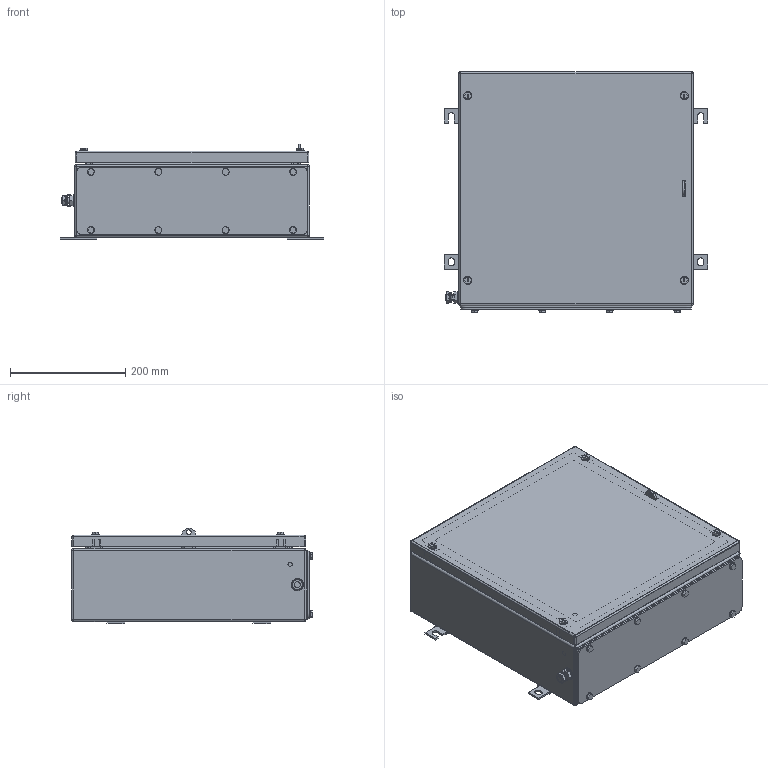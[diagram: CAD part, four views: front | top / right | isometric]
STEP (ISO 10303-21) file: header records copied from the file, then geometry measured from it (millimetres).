
FILE_DESCRIPTION(('CATIA V5 STEP Exchange','CAx-IF Rec.Pracs.--- Model Styling and Organization---1.4--- 2014-01-23'),'2;1');
FILE_NAME ('1523434-5_1_8000108841_8000108841 KTB MH 404015 S4E1.stp','2023-05-05T08:55:03+00:00',('none'),('Weidmueller'),'CATIA Version 5-6 Release 2016 SP3 HF44','CATIA V5 STEP AP214','none');
FILE_SCHEMA(('AUTOMOTIVE_DESIGN { 1 0 10303 214 1 1 1 1 }'));
Products named in the file (1): 8000108841 KTB MH 404015 S4E1
Bounding box: 457 x 417 x 165 mm (x, y, z)
Volume: 1237898.6 mm3; surface area: 1460881.1 mm2
Topology: 63 solids, 63 shells, 1726 faces, 4332 edges, 2752 vertices
Faces by surface type: plane 747, cylinder 651, cone 188, bspline 112, torus 20, sphere 8
Entity records: 60273 total; most frequent: CARTESIAN_POINT 21527, ORIENTED_EDGE 8520, DIRECTION 6565, EDGE_CURVE 4260, VERTEX_POINT 2752, AXIS2_PLACEMENT_3D 2627, VECTOR 2332, LINE 2332
